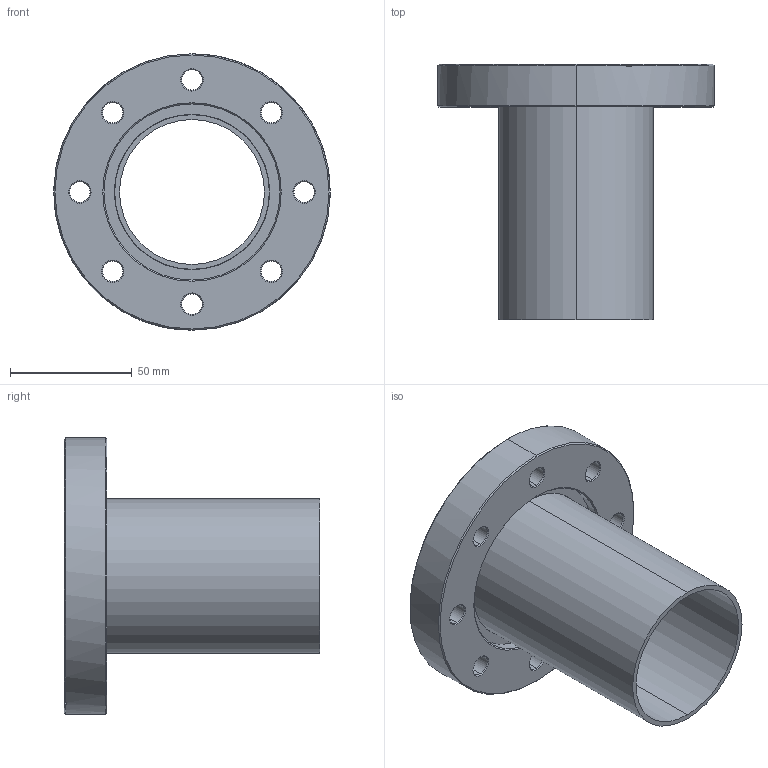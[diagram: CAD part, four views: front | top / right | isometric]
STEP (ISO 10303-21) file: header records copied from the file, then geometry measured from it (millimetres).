
FILE_DESCRIPTION (( 'STEP AP214' ), '1' );
FILE_NAME ('Hositrad_FO63-64R-HalfNipple.STEP', '2013-09-04T15:06:07', ( '' ), ( '' ), 'SwSTEP 2.0', 'SolidWorks 2013', '' );
FILE_SCHEMA (( 'AUTOMOTIVE_DESIGN' ));
Length unit declared in the file: millimetre
Products named in the file (3): Tube 63.5-All_Tube63.5-L104,8-9,5; NW63CFR-weld_Tube63.5; Hositrad_FO63-64R-HalfNipple
Assembly tree (2 placements, depth 2):
  Hositrad_FO63-64R-HalfNipple
    NW63CFR-weld_Tube63.5
    Tube 63.5-All_Tube63.5-L104,8-9,5
Bounding box: 113.5 x 104.8 x 113.5 mm (x, y, z)
Volume: 145295.7 mm3; surface area: 72807.8 mm2
Topology: 3 solids, 3 shells, 92 faces, 212 edges, 127 vertices
Faces by surface type: cone 45, cylinder 32, plane 15
Entity records: 2776 total; most frequent: DIRECTION 519, CARTESIAN_POINT 448, ORIENTED_EDGE 424, AXIS2_PLACEMENT_3D 214, EDGE_CURVE 212, VERTEX_POINT 127, CIRCLE 117, EDGE_LOOP 115
